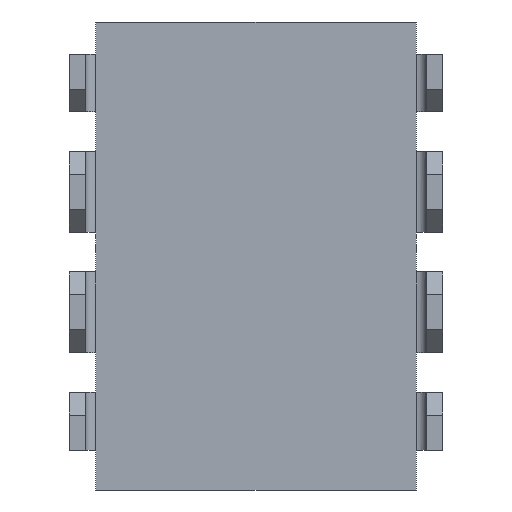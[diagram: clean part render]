
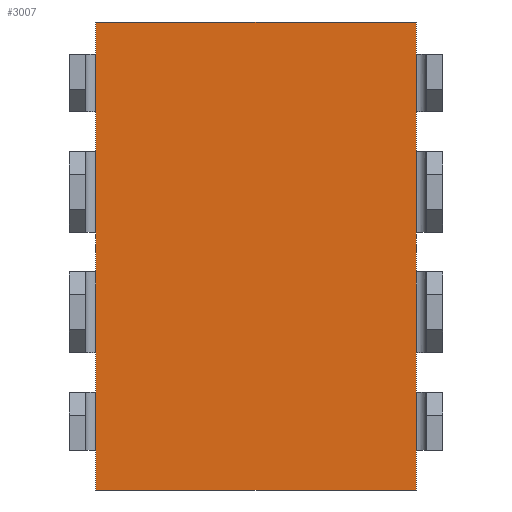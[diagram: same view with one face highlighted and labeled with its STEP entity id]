
A CAD part, front view. The second image highlights one B-rep face of the part: STEP entity #3007.
In plain terms, the highlighted planar face has unit normal (0, -1, 0).
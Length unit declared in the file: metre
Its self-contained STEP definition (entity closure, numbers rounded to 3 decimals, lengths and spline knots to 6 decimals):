
#2793=VERTEX_POINT('',#2794);
#2794=CARTESIAN_POINT('',(-0.003175,-0.00167,0.004642));
#2821=VERTEX_POINT('',#2822);
#2822=CARTESIAN_POINT('',(-0.003175,-0.00167,-0.004642));
#2824=EDGE_CURVE('',#2821,#2793,#2825,.T.);
#2825=LINE('',#2826,#2827);
#2826=CARTESIAN_POINT('',(-0.003175,-0.00167,-0.004642));
#2827=VECTOR('',#2828,1.0);
#2828=DIRECTION('',(0.,0.0,1.0));
#2849=VERTEX_POINT('',#2850);
#2850=CARTESIAN_POINT('',(0.003175,-0.00167,0.004642));
#2852=EDGE_CURVE('',#2849,#2853,#2855,.T.);
#2853=VERTEX_POINT('',#2854);
#2854=CARTESIAN_POINT('',(0.003175,-0.00167,-0.004642));
#2855=LINE('',#2856,#2857);
#2856=CARTESIAN_POINT('',(0.003175,-0.00167,-0.004642));
#2857=VECTOR('',#2858,1.0);
#2858=DIRECTION('',(0.0,0.0,-1.0));
#2893=EDGE_CURVE('',#2853,#2821,#2894,.T.);
#2894=LINE('',#2895,#2896);
#2895=CARTESIAN_POINT('',(-0.003175,-0.00167,-0.004642));
#2896=VECTOR('',#2897,1.0);
#2897=DIRECTION('',(-1.0,0.0,0.0));
#2915=EDGE_CURVE('',#2793,#2849,#2916,.T.);
#2916=LINE('',#2917,#2918);
#2917=CARTESIAN_POINT('',(-0.003175,-0.00167,0.004642));
#2918=VECTOR('',#2919,1.0);
#2919=DIRECTION('',(1.0,0.0,0.0));
#3007=ADVANCED_FACE('',(#3013),#3008,.F.);
#3008=PLANE('',#3009);
#3009=AXIS2_PLACEMENT_3D('',#3010,#3011,#3012);
#3010=CARTESIAN_POINT('',(-0.003175,-0.00167,0.004642));
#3011=DIRECTION('',(0.0,1.0,0.0));
#3012=DIRECTION('',(0.0,0.0,1.0));
#3013=FACE_OUTER_BOUND('',#3014,.T.);
#3014=EDGE_LOOP('',(#3015,#3016,#3017,#3018));
#3015=ORIENTED_EDGE('',*,*,#2824,.F.);
#3016=ORIENTED_EDGE('',*,*,#2893,.F.);
#3017=ORIENTED_EDGE('',*,*,#2852,.F.);
#3018=ORIENTED_EDGE('',*,*,#2915,.F.);
